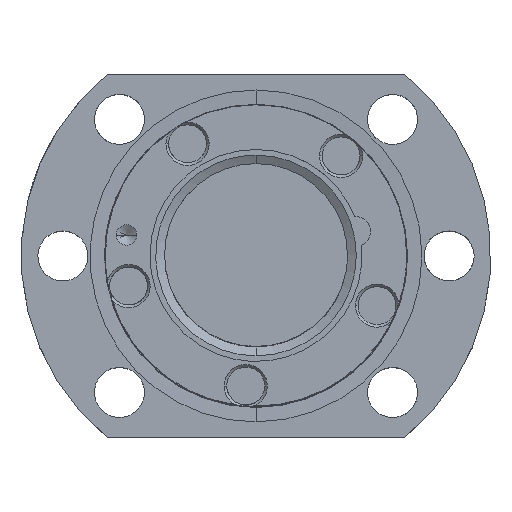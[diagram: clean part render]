
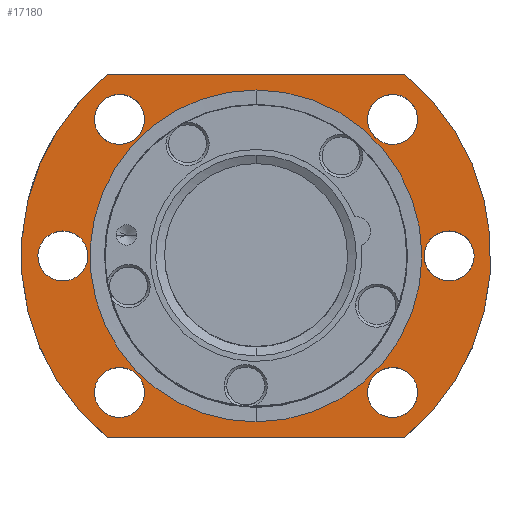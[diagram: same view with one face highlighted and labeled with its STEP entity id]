
A CAD part, top view. The second image highlights one B-rep face of the part: STEP entity #17180.
In plain terms, the highlighted planar face has unit normal (0, 0, 1).
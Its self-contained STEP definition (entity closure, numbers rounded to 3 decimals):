
#60=CARTESIAN_POINT('',(0.,0.,103.));
#70=DIRECTION('',(0.,0.,1.));
#80=DIRECTION('',(1.,0.,-0.));
#90=AXIS2_PLACEMENT_3D('',#60,#70,#80);
#100=CIRCLE('',#90,31.);
#110=CARTESIAN_POINT('',(-19.621,24.,103.));
#120=VERTEX_POINT('',#110);
#130=CARTESIAN_POINT('',(-19.621,-24.,103.));
#140=VERTEX_POINT('',#130);
#150=EDGE_CURVE('',#120,#140,#100,.T.);
#5380=CARTESIAN_POINT('',(-14.731,18.031,103.));
#5390=VERTEX_POINT('',#5380);
#5440=CARTESIAN_POINT('',(-18.031,18.031,103.));
#5450=DIRECTION('',(0.,0.,-1.));
#5460=DIRECTION('',(-1.,0.,0.));
#5470=AXIS2_PLACEMENT_3D('',#5440,#5450,#5460);
#5480=CIRCLE('',#5470,3.3);
#5490=CARTESIAN_POINT('',(-21.331,18.031,103.));
#5500=VERTEX_POINT('',#5490);
#5510=EDGE_CURVE('',#5390,#5500,#5480,.T.);
#11990=CARTESIAN_POINT('',(19.621,24.,103.));
#12000=VERTEX_POINT('',#11990);
#12030=CARTESIAN_POINT('',(0.,24.,103.));
#12040=DIRECTION('',(1.,0.,-0.));
#12050=VECTOR('',#12040,1.);
#12060=LINE('',#12030,#12050);
#12070=EDGE_CURVE('',#120,#12000,#12060,.T.);
#12260=CARTESIAN_POINT('',(-18.031,-18.031,103.));
#12270=DIRECTION('',(0.,0.,-1.));
#12280=DIRECTION('',(-1.,0.,0.));
#12290=AXIS2_PLACEMENT_3D('',#12260,#12270,#12280);
#12300=CIRCLE('',#12290,3.3);
#12310=CARTESIAN_POINT('',(-14.982,-19.294,103.));
#12320=VERTEX_POINT('',#12310);
#12330=CARTESIAN_POINT('',(-21.331,-18.031,103.));
#12340=VERTEX_POINT('',#12330);
#12350=EDGE_CURVE('',#12320,#12340,#12300,.T.);
#12490=CARTESIAN_POINT('',(-14.731,-18.031,103.));
#12500=VERTEX_POINT('',#12490);
#12530=EDGE_CURVE('',#12500,#12320,#12300,.T.);
#13240=CARTESIAN_POINT('',(0.,-24.,103.));
#13250=DIRECTION('',(1.,-0.,-0.));
#13260=VECTOR('',#13250,1.);
#13270=LINE('',#13240,#13260);
#13280=CARTESIAN_POINT('',(19.621,-24.,103.));
#13290=VERTEX_POINT('',#13280);
#13300=EDGE_CURVE('',#140,#13290,#13270,.T.);
#13940=CARTESIAN_POINT('',(18.031,18.031,103.));
#13950=DIRECTION('',(0.,0.,-1.));
#13960=DIRECTION('',(-1.,0.,0.));
#13970=AXIS2_PLACEMENT_3D('',#13940,#13950,#13960);
#13980=CIRCLE('',#13970,3.3);
#13990=CARTESIAN_POINT('',(16.768,14.982,103.));
#14000=VERTEX_POINT('',#13990);
#14010=CARTESIAN_POINT('',(14.731,18.031,103.));
#14020=VERTEX_POINT('',#14010);
#14030=EDGE_CURVE('',#14000,#14020,#13980,.T.);
#14160=CARTESIAN_POINT('',(21.331,18.031,103.));
#14170=VERTEX_POINT('',#14160);
#14200=EDGE_CURVE('',#14170,#14000,#13980,.T.);
#14370=CARTESIAN_POINT('',(0.,0.,
103.));
#14380=DIRECTION('',(0.,0.,1.));
#14390=DIRECTION('',(1.,0.,-0.));
#14400=AXIS2_PLACEMENT_3D('',#14370,#14380,#14390);
#14410=CIRCLE('',#14400,31.);
#14420=EDGE_CURVE('',#13290,#12000,#14410,.T.);
#14710=CARTESIAN_POINT('',(0.,-21.913,103.))
;
#14720=VERTEX_POINT('',#14710);
#14750=CARTESIAN_POINT('',(0.,0.,
103.));
#14760=DIRECTION('',(0.,0.,1.));
#14770=DIRECTION('',(0.,1.,0.));
#14780=AXIS2_PLACEMENT_3D('',#14750,#14760,#14770);
#14790=CIRCLE('',#14780,21.913);
#14800=CARTESIAN_POINT('',(-20.245,8.386,103.));
#14810=VERTEX_POINT('',#14800);
#14820=EDGE_CURVE('',#14810,#14720,#14790,.T.);
#14840=CARTESIAN_POINT('',(0.,21.913,103.));
#14850=VERTEX_POINT('',#14840);
#14860=EDGE_CURVE('',#14850,#14810,#14790,.T.);
#15140=CARTESIAN_POINT('',(22.2,0.,103.));
#15150=VERTEX_POINT('',#15140);
#15180=CARTESIAN_POINT('',(25.5,0.,103.));
#15190=DIRECTION('',(0.,0.,-1.));
#15200=DIRECTION('',(-1.,0.,0.));
#15210=AXIS2_PLACEMENT_3D('',#15180,#15190,#15200);
#15220=CIRCLE('',#15210,3.3);
#15230=CARTESIAN_POINT('',(28.8,0.,103.));
#15240=VERTEX_POINT('',#15230);
#15250=EDGE_CURVE('',#15150,#15240,#15220,.T.);
#16120=CARTESIAN_POINT('',(21.331,-18.031,103.));
#16130=VERTEX_POINT('',#16120);
#16160=CARTESIAN_POINT('',(18.031,-18.031,103.));
#16170=DIRECTION('',(0.,0.,-1.));
#16180=DIRECTION('',(-1.,0.,0.));
#16190=AXIS2_PLACEMENT_3D('',#16160,#16170,#16180);
#16200=CIRCLE('',#16190,3.3);
#16210=CARTESIAN_POINT('',(14.731,-18.031,103.));
#16220=VERTEX_POINT('',#16210);
#16230=EDGE_CURVE('',#16130,#16220,#16200,.T.);
#16430=CARTESIAN_POINT('',(-58.773,-34.357,103.));
#16440=DIRECTION('',(0.,0.,1.));
#16450=DIRECTION('',(1.,0.,-0.));
#16460=AXIS2_PLACEMENT_3D('',#16430,#16440,#16450);
#16470=PLANE('',#16460);
#16480=ORIENTED_EDGE('',*,*,#150,.T.);
#16490=ORIENTED_EDGE('',*,*,#12070,.F.);
#16500=ORIENTED_EDGE('',*,*,#14420,.T.);
#16510=ORIENTED_EDGE('',*,*,#13300,.T.);
#16520=EDGE_LOOP('',(#16510,#16500,#16490,#16480));
#16530=FACE_OUTER_BOUND('',#16520,.T.);
#16540=ORIENTED_EDGE('',*,*,#5510,.T.);
#16550=CARTESIAN_POINT('',(-16.768,21.08,103.));
#16560=VERTEX_POINT('',#16550);
#16570=EDGE_CURVE('',#16560,#5390,#5480,.T.);
#16580=ORIENTED_EDGE('',*,*,#16570,.T.);
#16590=EDGE_CURVE('',#5500,#16560,#5480,.T.);
#16600=ORIENTED_EDGE('',*,*,#16590,.T.);
#16610=EDGE_LOOP('',(#16600,#16580,#16540));
#16620=FACE_BOUND('',#16610,.T.);
#16630=CARTESIAN_POINT('',(-25.5,0.,103.));
#16640=DIRECTION('',(0.,0.,-1.));
#16650=DIRECTION('',(-1.,0.,0.));
#16660=AXIS2_PLACEMENT_3D('',#16630,#16640,#16650);
#16670=CIRCLE('',#16660,3.3);
#16680=CARTESIAN_POINT('',(-28.8,0.,103.));
#16690=VERTEX_POINT('',#16680);
#16700=CARTESIAN_POINT('',(-22.2,0.,103.));
#16710=VERTEX_POINT('',#16700);
#16720=EDGE_CURVE('',#16690,#16710,#16670,.T.);
#16730=ORIENTED_EDGE('',*,*,#16720,.T.);
#16740=CARTESIAN_POINT('',(-24.237,-3.049,103.));
#16750=VERTEX_POINT('',#16740);
#16760=EDGE_CURVE('',#16750,#16690,#16670,.T.);
#16770=ORIENTED_EDGE('',*,*,#16760,.T.);
#16780=EDGE_CURVE('',#16710,#16750,#16670,.T.);
#16790=ORIENTED_EDGE('',*,*,#16780,.T.);
#16800=EDGE_LOOP('',(#16790,#16770,#16730));
#16810=FACE_BOUND('',#16800,.T.);
#16820=EDGE_CURVE('',#12340,#12500,#12300,.T.);
#16830=ORIENTED_EDGE('',*,*,#16820,.T.);
#16840=ORIENTED_EDGE('',*,*,#12350,.T.);
#16850=ORIENTED_EDGE('',*,*,#12530,.T.);
#16860=EDGE_LOOP('',(#16850,#16840,#16830));
#16870=FACE_BOUND('',#16860,.T.);
#16880=EDGE_CURVE('',#14020,#14170,#13980,.T.);
#16890=ORIENTED_EDGE('',*,*,#16880,.T.);
#16900=ORIENTED_EDGE('',*,*,#14030,.T.);
#16910=ORIENTED_EDGE('',*,*,#14200,.T.);
#16920=EDGE_LOOP('',(#16910,#16900,#16890));
#16930=FACE_BOUND('',#16920,.T.);
#16940=ORIENTED_EDGE('',*,*,#15250,.T.);
#16950=CARTESIAN_POINT('',(22.451,-1.263,103.));
#16960=VERTEX_POINT('',#16950);
#16970=EDGE_CURVE('',#16960,#15150,#15220,.T.);
#16980=ORIENTED_EDGE('',*,*,#16970,.T.);
#16990=EDGE_CURVE('',#15240,#16960,#15220,.T.);
#17000=ORIENTED_EDGE('',*,*,#16990,.T.);
#17010=EDGE_LOOP('',(#17000,#16980,#16940));
#17020=FACE_BOUND('',#17010,.T.);
#17030=ORIENTED_EDGE('',*,*,#16230,.T.);
#17040=CARTESIAN_POINT('',(14.982,-16.768,103.));
#17050=VERTEX_POINT('',#17040);
#17060=EDGE_CURVE('',#17050,#16130,#16200,.T.);
#17070=ORIENTED_EDGE('',*,*,#17060,.T.);
#17080=EDGE_CURVE('',#16220,#17050,#16200,.T.);
#17090=ORIENTED_EDGE('',*,*,#17080,.T.);
#17100=EDGE_LOOP('',(#17090,#17070,#17030));
#17110=FACE_BOUND('',#17100,.T.);
#17120=ORIENTED_EDGE('',*,*,#14820,.F.);
#17130=EDGE_CURVE('',#14720,#14850,#14790,.T.);
#17140=ORIENTED_EDGE('',*,*,#17130,.F.);
#17150=ORIENTED_EDGE('',*,*,#14860,.F.);
#17160=EDGE_LOOP('',(#17150,#17140,#17120));
#17170=FACE_BOUND('',#17160,.T.);
#17180=ADVANCED_FACE('',(#16530,#16620,#16810,#16870,#16930,#17020,
#17110,#17170),#16470,.T.);
